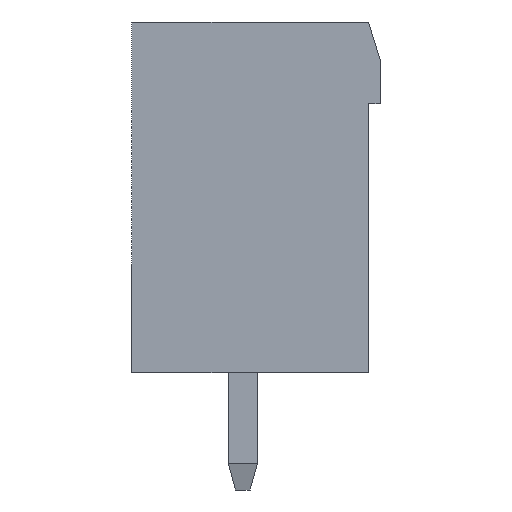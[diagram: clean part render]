
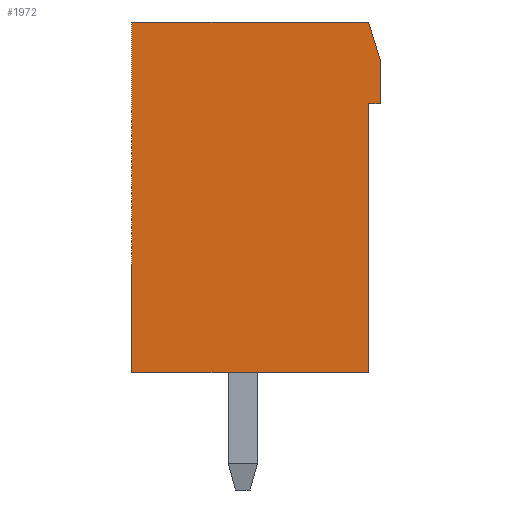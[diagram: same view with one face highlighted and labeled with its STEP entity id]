
A CAD part, left-side view. The second image highlights one B-rep face of the part: STEP entity #1972.
In plain terms, the highlighted planar face has unit normal (-1, 0, 0).
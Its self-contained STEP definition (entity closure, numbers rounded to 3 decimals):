
#1972 = ADVANCED_FACE( '', ( #4080 ), #4081, .T. );
#4080 = FACE_OUTER_BOUND( '', #6344, .T. );
#4081 = PLANE( '', #6345 );
#6344 = EDGE_LOOP( '', ( #11864, #11865, #11866, #11867, #11868, #11869, #11870 ) );
#6345 = AXIS2_PLACEMENT_3D( '', #11871, #11872, #11873 );
#11864 = ORIENTED_EDGE( '', *, *, #16339, .T. );
#11865 = ORIENTED_EDGE( '', *, *, #15683, .T. );
#11866 = ORIENTED_EDGE( '', *, *, #14569, .T. );
#11867 = ORIENTED_EDGE( '', *, *, #15842, .T. );
#11868 = ORIENTED_EDGE( '', *, *, #15979, .T. );
#11869 = ORIENTED_EDGE( '', *, *, #16340, .T. );
#11870 = ORIENTED_EDGE( '', *, *, #16144, .T. );
#11871 = CARTESIAN_POINT( '', ( -54.34, 0., 0. ) );
#11872 = DIRECTION( '', ( -1., 0., 0. ) );
#11873 = DIRECTION( '', ( 0., 0., 1. ) );
#14569 = EDGE_CURVE( '', #17814, #17815, #17816, .T. );
#15683 = EDGE_CURVE( '', #19566, #17814, #19567, .T. );
#15842 = EDGE_CURVE( '', #17815, #19791, #19793, .T. );
#15979 = EDGE_CURVE( '', #19791, #19980, #19981, .T. );
#16144 = EDGE_CURVE( '', #20195, #20196, #20197, .T. );
#16339 = EDGE_CURVE( '', #20196, #19566, #20423, .T. );
#16340 = EDGE_CURVE( '', #19980, #20195, #20424, .T. );
#17814 = VERTEX_POINT( '', #22418 );
#17815 = VERTEX_POINT( '', #22419 );
#17816 = LINE( '', #22420, #22421 );
#19566 = VERTEX_POINT( '', #24990 );
#19567 = LINE( '', #24991, #24992 );
#19791 = VERTEX_POINT( '', #25315 );
#19793 = LINE( '', #25318, #25319 );
#19980 = VERTEX_POINT( '', #25595 );
#19981 = LINE( '', #25596, #25597 );
#20195 = VERTEX_POINT( '', #25916 );
#20196 = VERTEX_POINT( '', #25917 );
#20197 = LINE( '', #25918, #25919 );
#20423 = LINE( '', #26258, #26259 );
#20424 = LINE( '', #26260, #26261 );
#22418 = CARTESIAN_POINT( '', ( -54.34, 4.05, 6. ) );
#22419 = CARTESIAN_POINT( '', ( -54.34, 4.05, -6. ) );
#22420 = CARTESIAN_POINT( '', ( -54.34, 4.05, 6. ) );
#22421 = VECTOR( '', #27473, 1000. );
#24990 = CARTESIAN_POINT( '', ( -54.34, -4.05, 6. ) );
#24991 = CARTESIAN_POINT( '', ( -54.34, -4.05, 6. ) );
#24992 = VECTOR( '', #28503, 1000. );
#25315 = CARTESIAN_POINT( '', ( -54.34, -4.05, -6. ) );
#25318 = CARTESIAN_POINT( '', ( -54.34, 4.05, -6. ) );
#25319 = VECTOR( '', #28652, 1000. );
#25595 = CARTESIAN_POINT( '', ( -54.34, -4.05, 3.2 ) );
#25596 = CARTESIAN_POINT( '', ( -54.34, -4.05, -6. ) );
#25597 = VECTOR( '', #28763, 1000. );
#25916 = CARTESIAN_POINT( '', ( -54.34, -4.45, 3.2 ) );
#25917 = CARTESIAN_POINT( '', ( -54.34, -4.45, 4.7 ) );
#25918 = CARTESIAN_POINT( '', ( -54.34, -4.45, 3.2 ) );
#25919 = VECTOR( '', #28884, 1000. );
#26258 = CARTESIAN_POINT( '', ( -54.34, -4.45, 4.7 ) );
#26259 = VECTOR( '', #29019, 1000. );
#26260 = CARTESIAN_POINT( '', ( -54.34, -4.05, 3.2 ) );
#26261 = VECTOR( '', #29020, 1000. );
#27473 = DIRECTION( '', ( 0., 0., -1. ) );
#28503 = DIRECTION( '', ( 0., 1., 0. ) );
#28652 = DIRECTION( '', ( 0., -1., 0. ) );
#28763 = DIRECTION( '', ( 0., 0., 1. ) );
#28884 = DIRECTION( '', ( 0., 0., 1. ) );
#29019 = DIRECTION( '', ( 0., 0.294, 0.956 ) );
#29020 = DIRECTION( '', ( 0., -1., 0. ) );
